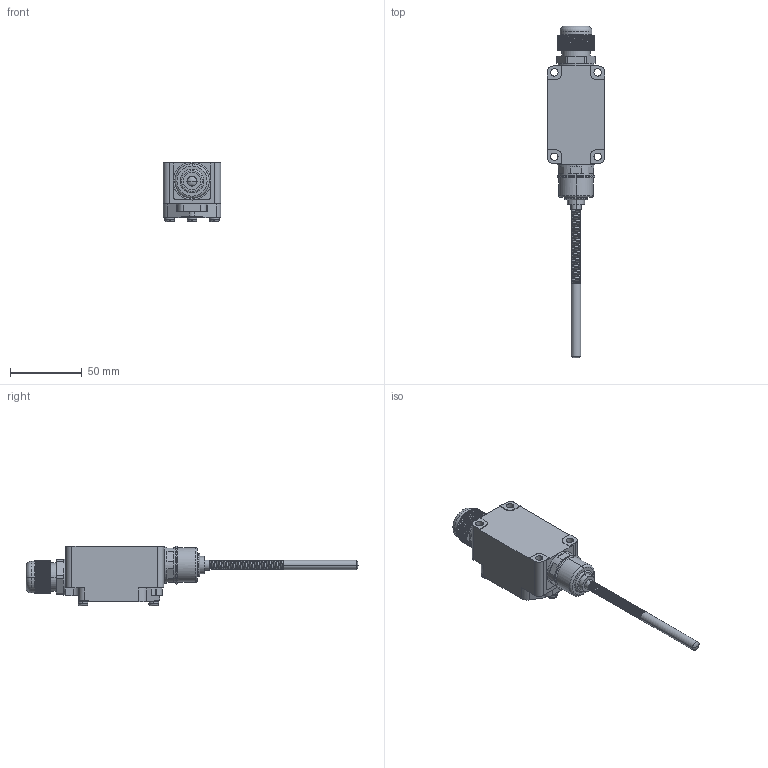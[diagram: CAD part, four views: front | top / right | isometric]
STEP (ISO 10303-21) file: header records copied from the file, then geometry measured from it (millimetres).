
FILE_DESCRIPTION((''),'2;1');
FILE_NAME('LA167-Z5-168_ASM','2024-11-22T',('Administrator'),('zyb.com'),'PRO/ENGINEER BY PARAMETRIC TECHNOLOGY CORPORATION, 2010280','PRO/ENGINEER BY PARAMETRIC TECHNOLOGY CORPORATION, 2010280','');
FILE_SCHEMA(('CONFIG_CONTROL_DESIGN'));
Length unit declared in the file: millimetre
Products named in the file (3): Y20241122001; LA167-Z5-168; LA167-Z5-168_ASM
Assembly tree (2 placements, depth 2):
  LA167-Z5-168_ASM
    Y20241122001
    LA167-Z5-168
Bounding box: 40 x 231 x 41.6 mm (x, y, z)
Volume: 113082 mm3; surface area: 27773.2 mm2
Topology: 5 solids, 5 shells, 608 faces, 1678 edges, 1093 vertices
Faces by surface type: plane 372, cylinder 182, torus 26, bspline 22, cone 4, sphere 2
Entity records: 27730 total; most frequent: CARTESIAN_POINT 12554, ORIENTED_EDGE 3352, DIRECTION 2900, EDGE_CURVE 1676, VERTEX_POINT 1093, AXIS2_PLACEMENT_3D 993, VECTOR 914, LINE 914
